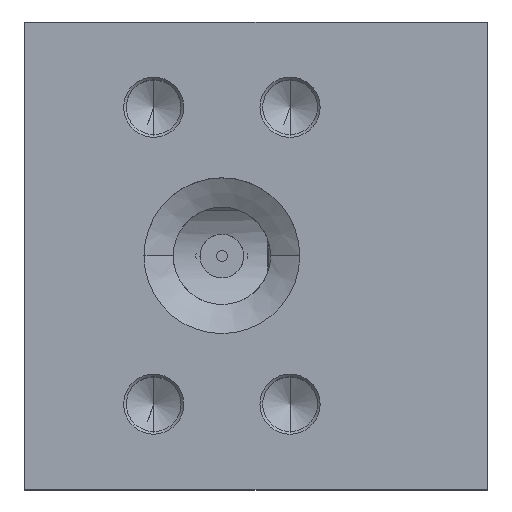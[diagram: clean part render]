
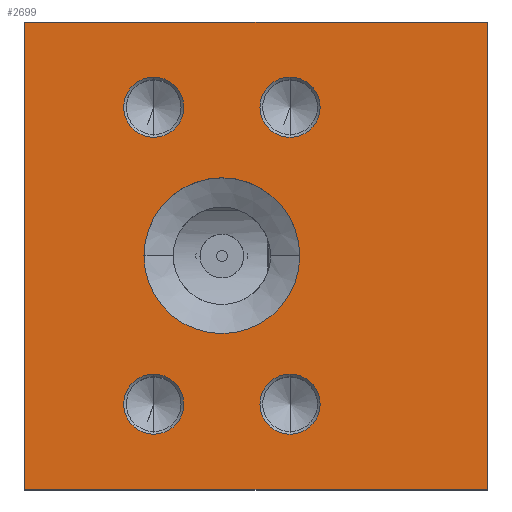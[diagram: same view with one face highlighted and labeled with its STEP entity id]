
A CAD part, top view. The second image highlights one B-rep face of the part: STEP entity #2699.
In plain terms, the highlighted planar face has unit normal (0, 0, 1).
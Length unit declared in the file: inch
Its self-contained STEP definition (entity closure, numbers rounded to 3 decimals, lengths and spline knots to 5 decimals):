
#133=DIRECTION('',(0.,-1.,0.));
#134=VECTOR('',#133,6.);
#135=CARTESIAN_POINT('',(0.,0.,4.5));
#136=LINE('',#135,#134);
#137=DIRECTION('',(-1.,0.,0.));
#138=VECTOR('',#137,5.938);
#139=CARTESIAN_POINT('',(5.938,0.,4.5));
#140=LINE('',#139,#138);
#141=DIRECTION('',(0.,1.,0.));
#142=VECTOR('',#141,6.);
#143=CARTESIAN_POINT('',(5.938,-6.,4.5));
#144=LINE('',#143,#142);
#145=DIRECTION('',(1.,0.,0.));
#146=VECTOR('',#145,5.938);
#147=CARTESIAN_POINT('',(0.,-6.,4.5));
#148=LINE('',#147,#146);
#149=CARTESIAN_POINT('',(1.656,-4.906,4.5));
#150=DIRECTION('',(0.,0.,-1.));
#151=DIRECTION('',(0.,1.,0.));
#152=AXIS2_PLACEMENT_3D('',#149,#150,#151);
#154=CARTESIAN_POINT('',(1.656,-4.906,4.5));
#155=DIRECTION('',(0.,0.,-1.));
#156=DIRECTION('',(0.,-1.,0.));
#157=AXIS2_PLACEMENT_3D('',#154,#155,#156);
#159=CARTESIAN_POINT('',(3.406,-4.906,4.5));
#160=DIRECTION('',(0.,0.,-1.));
#161=DIRECTION('',(0.,1.,0.));
#162=AXIS2_PLACEMENT_3D('',#159,#160,#161);
#164=CARTESIAN_POINT('',(3.406,-4.906,4.5));
#165=DIRECTION('',(0.,0.,-1.));
#166=DIRECTION('',(0.,-1.,0.));
#167=AXIS2_PLACEMENT_3D('',#164,#165,#166);
#169=CARTESIAN_POINT('',(3.406,-1.094,4.5));
#170=DIRECTION('',(0.,0.,-1.));
#171=DIRECTION('',(0.,1.,0.));
#172=AXIS2_PLACEMENT_3D('',#169,#170,#171);
#174=CARTESIAN_POINT('',(3.406,-1.094,4.5));
#175=DIRECTION('',(0.,0.,-1.));
#176=DIRECTION('',(0.,-1.,0.));
#177=AXIS2_PLACEMENT_3D('',#174,#175,#176);
#179=CARTESIAN_POINT('',(1.656,-1.094,4.5));
#180=DIRECTION('',(0.,0.,-1.));
#181=DIRECTION('',(0.,1.,0.));
#182=AXIS2_PLACEMENT_3D('',#179,#180,#181);
#184=CARTESIAN_POINT('',(1.656,-1.094,4.5));
#185=DIRECTION('',(0.,0.,-1.));
#186=DIRECTION('',(0.,-1.,0.));
#187=AXIS2_PLACEMENT_3D('',#184,#185,#186);
#189=CARTESIAN_POINT('',(2.531,-3.,4.5));
#190=DIRECTION('',(0.,0.,-1.));
#191=DIRECTION('',(-1.,0.,0.));
#192=AXIS2_PLACEMENT_3D('',#189,#190,#191);
#194=CARTESIAN_POINT('',(2.531,-3.,4.5));
#195=DIRECTION('',(0.,0.,-1.));
#196=DIRECTION('',(1.,0.,0.));
#197=AXIS2_PLACEMENT_3D('',#194,#195,#196);
#2108=CARTESIAN_POINT('',(0.,0.,4.5));
#2109=CARTESIAN_POINT('',(0.,-6.,4.5));
#2110=VERTEX_POINT('',#2108);
#2111=VERTEX_POINT('',#2109);
#2112=CARTESIAN_POINT('',(5.938,-6.,4.5));
#2113=VERTEX_POINT('',#2112);
#2114=CARTESIAN_POINT('',(5.938,0.,4.5));
#2115=VERTEX_POINT('',#2114);
#2122=CARTESIAN_POINT('',(1.656,-4.52,4.5));
#2124=VERTEX_POINT('',#2122);
#2128=CARTESIAN_POINT('',(1.656,-5.292,4.5));
#2130=VERTEX_POINT('',#2128);
#2148=CARTESIAN_POINT('',(3.406,-4.52,4.5));
#2150=VERTEX_POINT('',#2148);
#2154=CARTESIAN_POINT('',(3.406,-5.292,4.5));
#2156=VERTEX_POINT('',#2154);
#2174=CARTESIAN_POINT('',(3.406,-0.708,4.5));
#2176=VERTEX_POINT('',#2174);
#2180=CARTESIAN_POINT('',(3.406,-1.48,4.5));
#2182=VERTEX_POINT('',#2180);
#2200=CARTESIAN_POINT('',(1.656,-0.708,4.5));
#2202=VERTEX_POINT('',#2200);
#2206=CARTESIAN_POINT('',(1.656,-1.48,4.5));
#2208=VERTEX_POINT('',#2206);
#2224=CARTESIAN_POINT('',(1.531,-3.,4.5));
#2225=CARTESIAN_POINT('',(3.531,-3.,4.5));
#2226=VERTEX_POINT('',#2224);
#2227=VERTEX_POINT('',#2225);
#2658=CARTESIAN_POINT('',(0.,0.,4.5));
#2659=DIRECTION('',(0.,0.,1.));
#2660=DIRECTION('',(1.,0.,0.));
#2661=AXIS2_PLACEMENT_3D('',#2658,#2659,#2660);
#2662=PLANE('',#2661);
#2663=ORIENTED_EDGE('',*,*,#2562,.F.);
#2664=ORIENTED_EDGE('',*,*,#2583,.F.);
#2665=ORIENTED_EDGE('',*,*,#2597,.F.);
#2666=ORIENTED_EDGE('',*,*,#2640,.F.);
#2667=EDGE_LOOP('',(#2663,#2664,#2665,#2666));
#2668=FACE_OUTER_BOUND('',#2667,.F.);
#2670=ORIENTED_EDGE('',*,*,#2669,.F.);
#2672=ORIENTED_EDGE('',*,*,#2671,.F.);
#2673=EDGE_LOOP('',(#2670,#2672));
#2674=FACE_BOUND('',#2673,.F.);
#2676=ORIENTED_EDGE('',*,*,#2675,.F.);
#2678=ORIENTED_EDGE('',*,*,#2677,.F.);
#2679=EDGE_LOOP('',(#2676,#2678));
#2680=FACE_BOUND('',#2679,.F.);
#2682=ORIENTED_EDGE('',*,*,#2681,.F.);
#2684=ORIENTED_EDGE('',*,*,#2683,.F.);
#2685=EDGE_LOOP('',(#2682,#2684));
#2686=FACE_BOUND('',#2685,.F.);
#2688=ORIENTED_EDGE('',*,*,#2687,.F.);
#2690=ORIENTED_EDGE('',*,*,#2689,.F.);
#2691=EDGE_LOOP('',(#2688,#2690));
#2692=FACE_BOUND('',#2691,.F.);
#2694=ORIENTED_EDGE('',*,*,#2693,.F.);
#2696=ORIENTED_EDGE('',*,*,#2695,.F.);
#2697=EDGE_LOOP('',(#2694,#2696));
#2698=FACE_BOUND('',#2697,.F.);
#2699=ADVANCED_FACE('',(#2668,#2674,#2680,#2686,#2692,#2698),#2662,.T.);
#153=CIRCLE('',#152,0.386);
#158=CIRCLE('',#157,0.386);
#163=CIRCLE('',#162,0.386);
#168=CIRCLE('',#167,0.386);
#173=CIRCLE('',#172,0.386);
#178=CIRCLE('',#177,0.386);
#183=CIRCLE('',#182,0.386);
#188=CIRCLE('',#187,0.386);
#193=CIRCLE('',#192,1.);
#198=CIRCLE('',#197,1.);
#2562=EDGE_CURVE('',#2110,#2111,#136,.T.);
#2583=EDGE_CURVE('',#2115,#2110,#140,.T.);
#2597=EDGE_CURVE('',#2113,#2115,#144,.T.);
#2640=EDGE_CURVE('',#2111,#2113,#148,.T.);
#2669=EDGE_CURVE('',#2124,#2130,#153,.T.);
#2671=EDGE_CURVE('',#2130,#2124,#158,.T.);
#2675=EDGE_CURVE('',#2150,#2156,#163,.T.);
#2677=EDGE_CURVE('',#2156,#2150,#168,.T.);
#2681=EDGE_CURVE('',#2176,#2182,#173,.T.);
#2683=EDGE_CURVE('',#2182,#2176,#178,.T.);
#2687=EDGE_CURVE('',#2202,#2208,#183,.T.);
#2689=EDGE_CURVE('',#2208,#2202,#188,.T.);
#2693=EDGE_CURVE('',#2226,#2227,#193,.T.);
#2695=EDGE_CURVE('',#2227,#2226,#198,.T.);
